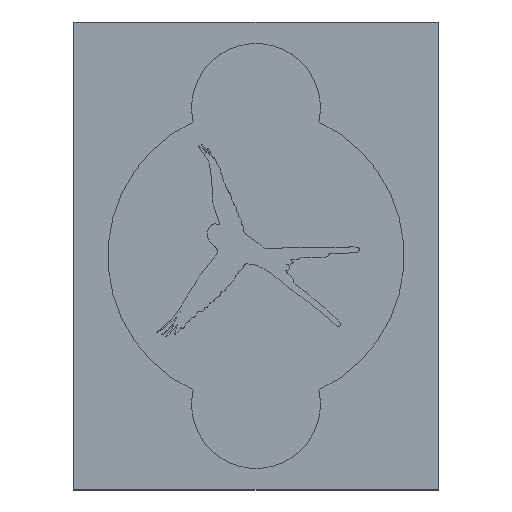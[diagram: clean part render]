
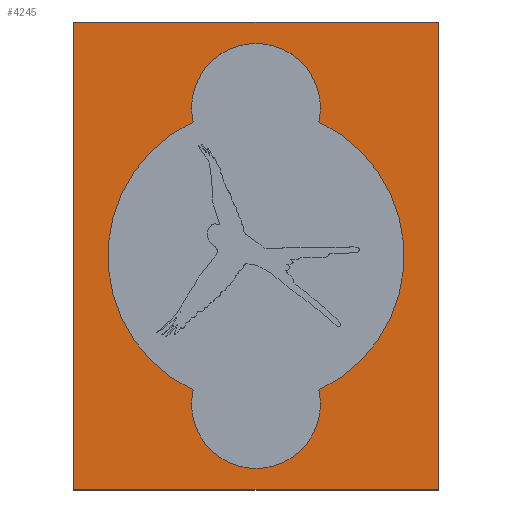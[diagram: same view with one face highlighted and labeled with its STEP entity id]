
A CAD part, top view. The second image highlights one B-rep face of the part: STEP entity #4245.
In plain terms, the highlighted planar face has unit normal (0, 0, 1).
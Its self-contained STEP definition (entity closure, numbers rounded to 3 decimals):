
#27=CIRCLE('',#4284,34.5);
#28=CIRCLE('',#4286,15.);
#29=CIRCLE('',#4288,34.5);
#30=CIRCLE('',#4290,15.);
#41=FACE_BOUND('',#530,.T.);
#73=PLANE('',#4312);
#300=FACE_OUTER_BOUND('',#529,.T.);
#529=EDGE_LOOP('',(#3814,#3815,#3816,#3817));
#530=EDGE_LOOP('',(#3818,#3819,#3820,#3821));
#784=LINE('',#8449,#1042);
#787=LINE('',#8455,#1045);
#790=LINE('',#8461,#1048);
#793=LINE('',#8465,#1051);
#1042=VECTOR('',#4660,10.);
#1045=VECTOR('',#4665,10.);
#1048=VECTOR('',#4670,10.);
#1051=VECTOR('',#4675,10.);
#1848=VERTEX_POINT('',#8398);
#1849=VERTEX_POINT('',#8399);
#1850=VERTEX_POINT('',#8404);
#1851=VERTEX_POINT('',#8408);
#1862=VERTEX_POINT('',#8446);
#1863=VERTEX_POINT('',#8448);
#1865=VERTEX_POINT('',#8454);
#1867=VERTEX_POINT('',#8460);
#2490=EDGE_CURVE('',#1848,#1849,#27,.T.);
#2493=EDGE_CURVE('',#1850,#1848,#28,.T.);
#2495=EDGE_CURVE('',#1851,#1850,#29,.T.);
#2497=EDGE_CURVE('',#1849,#1851,#30,.T.);
#2512=EDGE_CURVE('',#1863,#1862,#784,.T.);
#2515=EDGE_CURVE('',#1865,#1863,#787,.T.);
#2518=EDGE_CURVE('',#1867,#1865,#790,.T.);
#2521=EDGE_CURVE('',#1862,#1867,#793,.T.);
#3814=ORIENTED_EDGE('',*,*,#2521,.T.);
#3815=ORIENTED_EDGE('',*,*,#2518,.T.);
#3816=ORIENTED_EDGE('',*,*,#2515,.T.);
#3817=ORIENTED_EDGE('',*,*,#2512,.T.);
#3818=ORIENTED_EDGE('',*,*,#2490,.T.);
#3819=ORIENTED_EDGE('',*,*,#2497,.T.);
#3820=ORIENTED_EDGE('',*,*,#2495,.T.);
#3821=ORIENTED_EDGE('',*,*,#2493,.T.);
#4245=ADVANCED_FACE('',(#300,#41),#73,.T.);
#4284=AXIS2_PLACEMENT_3D('',#8400,#4600,#4601);
#4286=AXIS2_PLACEMENT_3D('',#8405,#4606,#4607);
#4288=AXIS2_PLACEMENT_3D('',#8409,#4611,#4612);
#4290=AXIS2_PLACEMENT_3D('',#8412,#4616,#4617);
#4312=AXIS2_PLACEMENT_3D('',#8466,#4676,#4677);
#4600=DIRECTION('center_axis',(0.,0.,-1.));
#4601=DIRECTION('ref_axis',(-1.,0.,0.));
#4606=DIRECTION('center_axis',(0.,0.,-1.));
#4607=DIRECTION('ref_axis',(-1.,0.,0.));
#4611=DIRECTION('center_axis',(0.,0.,-1.));
#4612=DIRECTION('ref_axis',(-1.,0.,0.));
#4616=DIRECTION('center_axis',(0.,0.,-1.));
#4617=DIRECTION('ref_axis',(-1.,0.,0.));
#4660=DIRECTION('',(-1.,0.,0.));
#4665=DIRECTION('',(0.,1.,0.));
#4670=DIRECTION('',(1.,0.,0.));
#4675=DIRECTION('',(0.,-1.,0.));
#4676=DIRECTION('center_axis',(0.,0.,1.));
#4677=DIRECTION('ref_axis',(1.,0.,0.));
#8398=CARTESIAN_POINT('',(57.141,85.739,3.));
#8399=CARTESIAN_POINT('',(57.141,23.261,3.));
#8400=CARTESIAN_POINT('Origin',(42.5,54.5,3.));
#8404=CARTESIAN_POINT('',(27.859,85.739,3.));
#8405=CARTESIAN_POINT('Origin',(42.5,89.,3.));
#8408=CARTESIAN_POINT('',(27.859,23.261,3.));
#8409=CARTESIAN_POINT('Origin',(42.5,54.5,3.));
#8412=CARTESIAN_POINT('Origin',(42.5,20.,3.));
#8446=CARTESIAN_POINT('',(0.,109.,3.));
#8448=CARTESIAN_POINT('',(85.,109.,3.));
#8449=CARTESIAN_POINT('',(85.,109.,3.));
#8454=CARTESIAN_POINT('',(85.,0.,3.));
#8455=CARTESIAN_POINT('',(85.,7.,3.));
#8460=CARTESIAN_POINT('',(0.,0.,3.));
#8461=CARTESIAN_POINT('',(0.,0.,3.));
#8465=CARTESIAN_POINT('',(0.,102.,3.));
#8466=CARTESIAN_POINT('Origin',(42.5,54.5,3.));
